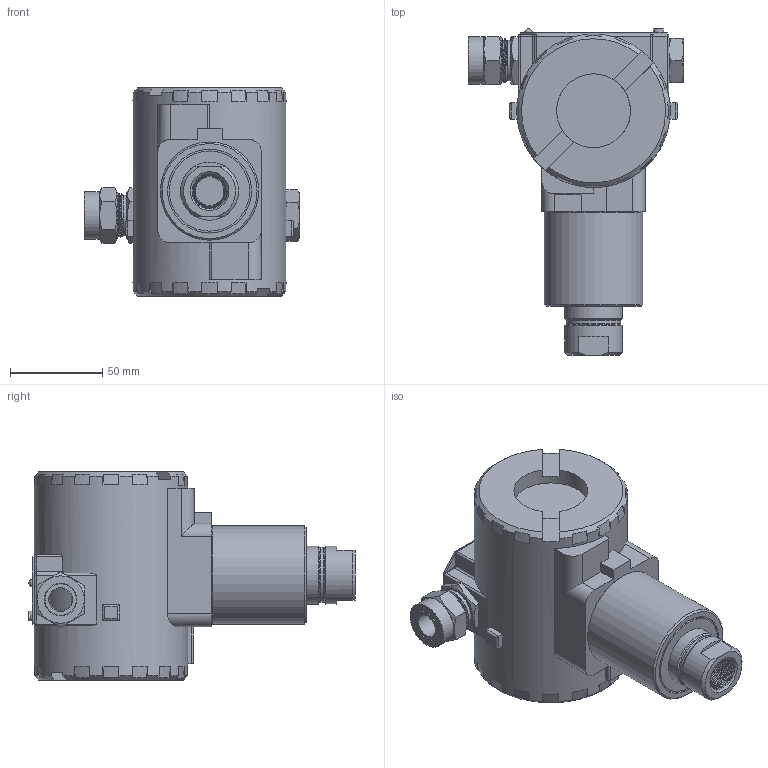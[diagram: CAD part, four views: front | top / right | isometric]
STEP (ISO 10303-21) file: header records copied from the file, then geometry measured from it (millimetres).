
FILE_DESCRIPTION(/* description */ (''),/* implementation_level */ '2;1');
FILE_NAME(/* name */ 'AMZ5450_capacitive.step',/* time_stamp */ '2021-08-26T15:18:17+03:00',/* author */ (''),/* organization */ (''),/* preprocessor_version */ 'ST-DEVELOPER v18.1',/* originating_system */ 'Autodesk Translation Framework v10.10.0.1391',/* authorisation */ '');
FILE_SCHEMA (('AUTOMOTIVE_DESIGN { 1 0 10303 214 3 1 1 }'));
Length unit declared in the file: millimetre
Products named in the file (6): АМЗ 5450 - filled; Corp; screw; stamp; PLUG v2; M20x1,5 steel cable gland Ex d v3
Assembly tree (5 placements, depth 2):
  АМЗ 5450 - filled
    Corp
    screw
    stamp
    PLUG v2
    M20x1,5 steel cable gland Ex d v3
Bounding box: 116.5 x 176.7 x 113 mm (x, y, z)
Volume: 815046.3 mm3; surface area: 83298.7 mm2
Topology: 5 solids, 7 shells, 652 faces, 1730 edges, 1130 vertices
Faces by surface type: plane 313, cylinder 124, bspline 117, cone 83, torus 8, sphere 7
Full cylindrical faces by diameter (mm): 2 x2, 2.693 x1, 3 x3, 8.5 x2, 12 x1, 13 x1, 16.811 x1, 17 x2, 17.6 x1, 18.137 x17, 18.376 x2, 19.85 x14, 22 x1, 22.132 x1, 25.6 x1, 29.401 x1, 31.402 x2, 40 x1, 43.402 x1, 45.402 x1, 48.302 x1, 50 x1, 53.202 x1, 77 x1, 83 x1
Entity records: 42101 total; most frequent: CARTESIAN_POINT 26730, ORIENTED_EDGE 3446, DIRECTION 2699, EDGE_CURVE 1723, VERTEX_POINT 1130, LINE 957, VECTOR 957, AXIS2_PLACEMENT_3D 871
